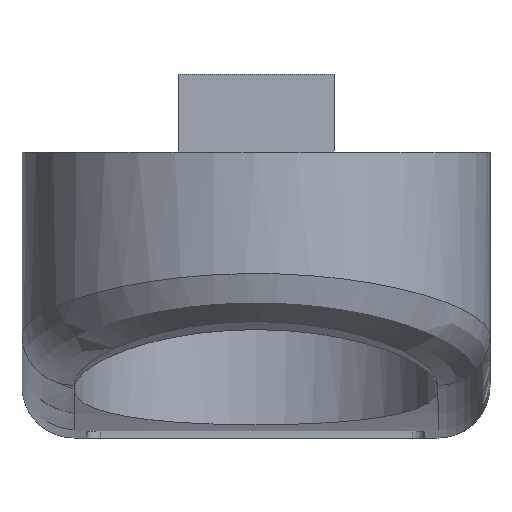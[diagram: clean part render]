
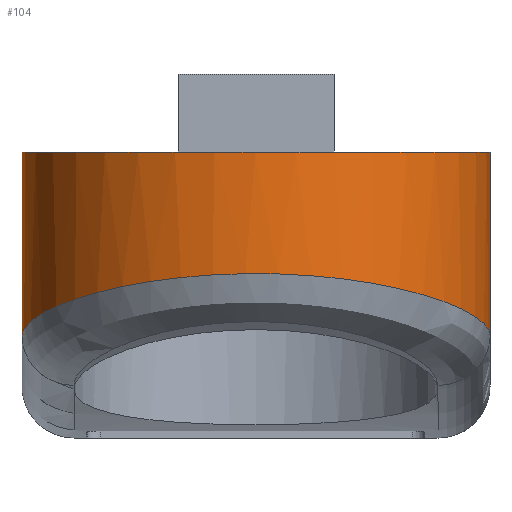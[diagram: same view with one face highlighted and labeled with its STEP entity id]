
A CAD part, left-side view. The second image highlights one B-rep face of the part: STEP entity #104.
In plain terms, the highlighted cylindrical face has radius 9 mm (diameter 18 mm), a full revolution.
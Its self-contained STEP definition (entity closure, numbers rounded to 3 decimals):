
#104=ADVANCED_FACE('',(#191,#192),#193,.T.);
#191=FACE_OUTER_BOUND('',#826,.T.);
#192=FACE_OUTER_BOUND('',#827,.T.);
#193=CYLINDRICAL_SURFACE('',#828,9.0);
#826=EDGE_LOOP('',(#1097,#1098,#1099,#1100));
#827=EDGE_LOOP('',(#1101,#1102,#1103,#1104,#1105,#1106,#1107,#1108));
#828=AXIS2_PLACEMENT_3D('',#1109,#1110,#1111);
#1097=ORIENTED_EDGE('',*,*,#1410,.F.);
#1098=ORIENTED_EDGE('',*,*,#1411,.F.);
#1099=ORIENTED_EDGE('',*,*,#1412,.T.);
#1100=ORIENTED_EDGE('',*,*,#1413,.F.);
#1101=ORIENTED_EDGE('',*,*,#1414,.T.);
#1102=ORIENTED_EDGE('',*,*,#1349,.T.);
#1103=ORIENTED_EDGE('',*,*,#1409,.T.);
#1104=ORIENTED_EDGE('',*,*,#1389,.T.);
#1105=ORIENTED_EDGE('',*,*,#1386,.T.);
#1106=ORIENTED_EDGE('',*,*,#1393,.F.);
#1107=ORIENTED_EDGE('',*,*,#1404,.T.);
#1108=ORIENTED_EDGE('',*,*,#1346,.T.);
#1109=CARTESIAN_POINT('',(-13.0,0.0,12.0));
#1110=DIRECTION('',(-0.0,0.0,-1.0));
#1111=DIRECTION('',(0.,-1.0,0.0));
#1346=EDGE_CURVE('',#1498,#1496,#1499,.T.);
#1349=EDGE_CURVE('',#1492,#1501,#1503,.T.);
#1386=EDGE_CURVE('',#1561,#1566,#1568,.T.);
#1389=EDGE_CURVE('',#1569,#1561,#1572,.T.);
#1393=EDGE_CURVE('',#1578,#1566,#1580,.T.);
#1404=EDGE_CURVE('',#1578,#1498,#1593,.F.);
#1409=EDGE_CURVE('',#1501,#1569,#1598,.T.);
#1410=EDGE_CURVE('',#1599,#1600,#1601,.T.);
#1411=EDGE_CURVE('',#1602,#1599,#1603,.T.);
#1412=EDGE_CURVE('',#1602,#1604,#1605,.T.);
#1413=EDGE_CURVE('',#1600,#1604,#1606,.T.);
#1414=EDGE_CURVE('',#1496,#1492,#1607,.T.);
#1492=VERTEX_POINT('',#1759);
#1496=VERTEX_POINT('',#1764);
#1498=VERTEX_POINT('',#1767);
#1499=B_SPLINE_CURVE_WITH_KNOTS('',3,(#1768,#1769,#1770,#1771),.UNSPECIFIED.,.F.,.F.,(4,4),(0.009,0.01),.UNSPECIFIED.);
#1501=VERTEX_POINT('',#1774);
#1503=B_SPLINE_CURVE_WITH_KNOTS('',3,(#1777,#1778,#1779,#1780),.UNSPECIFIED.,.F.,.F.,(4,4),(0.01,0.011),.UNSPECIFIED.);
#1561=VERTEX_POINT('',#1966);
#1566=VERTEX_POINT('',#1984);
#1568=B_SPLINE_CURVE_WITH_KNOTS('',3,(#1986,#1987,#1988,#1989,#1990,#1991,#1992,#1993,#1994,#1995,#1996,#1997,#1998,#1999,#2000,#2001,#2002,#2003,#2004,#2005,#2006,#2007,#2008,#2009,#2010,#2011,#2012,#2013,#2014,#2015,#2016,#2017,#2018,#2019,#2020,#2021,#2022,#2023,#2024,#2025,#2026,#2027,#2028,#2029,#2030,#2031,#2032),.UNSPECIFIED.,.F.,.F.,(4,2,2,2,2,2,2,2,2,2,2,2,1,2,2,2,2,2,2,2,2,2,2,4),(0.0,0.002,0.003,0.004,0.005,0.006,0.007,0.009,0.01,0.011,0.012,0.013,0.014,0.015,0.016,0.018,0.019,0.02,0.021,0.023,0.024,0.025,0.027,0.029),.UNSPECIFIED.);
#1569=VERTEX_POINT('',#2033);
#1572=LINE('',#2038,#2039);
#1578=VERTEX_POINT('',#2047);
#1580=LINE('',#2050,#2051);
#1593=B_SPLINE_CURVE_WITH_KNOTS('',3,(#2081,#2082,#2083,#2084,#2085,#2086,#2087,#2088,#2089,#2090),.UNSPECIFIED.,.F.,.F.,(4,2,2,2,4),(0.,0.002,0.003,0.004,0.004),.UNSPECIFIED.);
#1598=B_SPLINE_CURVE_WITH_KNOTS('',3,(#2096,#2097,#2098,#2099,#2100,#2101,#2102,#2103,#2104,#2105),.UNSPECIFIED.,.F.,.F.,(4,2,2,2,4),(0.0,0.002,0.003,0.004,0.004),.UNSPECIFIED.);
#1599=VERTEX_POINT('',#2106);
#1600=VERTEX_POINT('',#2107);
#1601=LINE('',#2108,#2109);
#1602=VERTEX_POINT('',#2110);
#1603=CIRCLE('',#2111,9.0);
#1604=VERTEX_POINT('',#2112);
#1605=LINE('',#2113,#2114);
#1606=CIRCLE('',#2115,9.0);
#1607=CIRCLE('',#2116,9.0);
#1759=CARTESIAN_POINT('',(-8.457,7.769,8.5));
#1764=CARTESIAN_POINT('',(-8.457,-7.769,8.5));
#1767=CARTESIAN_POINT('',(-9.373,-8.237,8.148));
#1768=CARTESIAN_POINT('',(-9.373,-8.237,8.148));
#1769=CARTESIAN_POINT('',(-9.056,-8.097,8.258));
#1770=CARTESIAN_POINT('',(-8.751,-7.941,8.376));
#1771=CARTESIAN_POINT('',(-8.457,-7.769,8.5));
#1774=CARTESIAN_POINT('',(-9.373,8.237,8.148));
#1777=CARTESIAN_POINT('',(-8.457,7.769,8.5));
#1778=CARTESIAN_POINT('',(-8.751,7.941,8.377));
#1779=CARTESIAN_POINT('',(-9.055,8.097,8.258));
#1780=CARTESIAN_POINT('',(-9.373,8.237,8.148));
#1966=CARTESIAN_POINT('',(-13.0,9.0,3.954));
#1984=CARTESIAN_POINT('',(-13.0,-9.0,3.954));
#1986=CARTESIAN_POINT('',(-13.0,9.0,3.954));
#1987=CARTESIAN_POINT('',(-13.591,9.0,4.078));
#1988=CARTESIAN_POINT('',(-14.171,8.942,4.205));
#1989=CARTESIAN_POINT('',(-15.026,8.774,4.401));
#1990=CARTESIAN_POINT('',(-15.308,8.704,4.467));
#1991=CARTESIAN_POINT('',(-15.867,8.536,4.601));
#1992=CARTESIAN_POINT('',(-16.146,8.437,4.669));
#1993=CARTESIAN_POINT('',(-16.958,8.104,4.872));
#1994=CARTESIAN_POINT('',(-17.471,7.833,5.005));
#1995=CARTESIAN_POINT('',(-18.199,7.352,5.201));
#1996=CARTESIAN_POINT('',(-18.435,7.18,5.265));
#1997=CARTESIAN_POINT('',(-18.892,6.809,5.392));
#1998=CARTESIAN_POINT('',(-19.113,6.612,5.454));
#1999=CARTESIAN_POINT('',(-19.738,5.995,5.632));
#2000=CARTESIAN_POINT('',(-20.112,5.547,5.742));
#2001=CARTESIAN_POINT('',(-20.609,4.816,5.891));
#2002=CARTESIAN_POINT('',(-20.764,4.561,5.938));
#2003=CARTESIAN_POINT('',(-21.049,4.037,6.025));
#2004=CARTESIAN_POINT('',(-21.178,3.77,6.065));
#2005=CARTESIAN_POINT('',(-21.522,2.953,6.172));
#2006=CARTESIAN_POINT('',(-21.699,2.387,6.228));
#2007=CARTESIAN_POINT('',(-21.878,1.505,6.285));
#2008=CARTESIAN_POINT('',(-21.924,1.205,6.299));
#2009=CARTESIAN_POINT('',(-21.984,0.61,6.319));
#2010=CARTESIAN_POINT('',(-22.015,0.014,6.328));
#2011=CARTESIAN_POINT('',(-21.986,-0.582,6.319));
#2012=CARTESIAN_POINT('',(-21.928,-1.178,6.301));
#2013=CARTESIAN_POINT('',(-21.883,-1.478,6.286));
#2014=CARTESIAN_POINT('',(-21.706,-2.36,6.23));
#2015=CARTESIAN_POINT('',(-21.531,-2.928,6.175));
#2016=CARTESIAN_POINT('',(-21.187,-3.751,6.068));
#2017=CARTESIAN_POINT('',(-21.057,-4.022,6.028));
#2018=CARTESIAN_POINT('',(-20.774,-4.545,5.941));
#2019=CARTESIAN_POINT('',(-20.62,-4.798,5.895));
#2020=CARTESIAN_POINT('',(-20.125,-5.529,5.746));
#2021=CARTESIAN_POINT('',(-19.749,-5.984,5.635));
#2022=CARTESIAN_POINT('',(-18.908,-6.815,5.396));
#2023=CARTESIAN_POINT('',(-18.455,-7.182,5.269));
#2024=CARTESIAN_POINT('',(-17.727,-7.664,5.074));
#2025=CARTESIAN_POINT('',(-17.476,-7.814,5.008));
#2026=CARTESIAN_POINT('',(-16.957,-8.089,4.873));
#2027=CARTESIAN_POINT('',(-16.691,-8.214,4.805));
#2028=CARTESIAN_POINT('',(-15.882,-8.546,4.604));
#2029=CARTESIAN_POINT('',(-15.326,-8.714,4.47));
#2030=CARTESIAN_POINT('',(-14.182,-8.941,4.207));
#2031=CARTESIAN_POINT('',(-13.591,-9.0,4.078));
#2032=CARTESIAN_POINT('',(-13.0,-9.0,3.954));
#2033=CARTESIAN_POINT('',(-13.0,9.0,6.577));
#2038=CARTESIAN_POINT('',(-13.0,9.0,12.0));
#2039=VECTOR('',#2392,1.0);
#2047=CARTESIAN_POINT('',(-13.0,-9.0,6.577));
#2050=CARTESIAN_POINT('',(-13.0,-9.0,12.0));
#2051=VECTOR('',#2396,1.0);
#2081=CARTESIAN_POINT('',(-9.373,-8.237,8.148));
#2082=CARTESIAN_POINT('',(-9.967,-8.498,7.943));
#2083=CARTESIAN_POINT('',(-10.563,-8.686,7.693));
#2084=CARTESIAN_POINT('',(-11.469,-8.874,7.29));
#2085=CARTESIAN_POINT('',(-11.773,-8.921,7.151));
#2086=CARTESIAN_POINT('',(-12.233,-8.969,6.937));
#2087=CARTESIAN_POINT('',(-12.386,-8.98,6.866));
#2088=CARTESIAN_POINT('',(-12.693,-8.996,6.721));
#2089=CARTESIAN_POINT('',(-12.848,-9.0,6.648));
#2090=CARTESIAN_POINT('',(-13.0,-9.0,6.577));
#2096=CARTESIAN_POINT('',(-9.373,8.237,8.148));
#2097=CARTESIAN_POINT('',(-9.967,8.498,7.943));
#2098=CARTESIAN_POINT('',(-10.563,8.686,7.693));
#2099=CARTESIAN_POINT('',(-11.469,8.874,7.29));
#2100=CARTESIAN_POINT('',(-11.773,8.921,7.151));
#2101=CARTESIAN_POINT('',(-12.233,8.969,6.937));
#2102=CARTESIAN_POINT('',(-12.386,8.98,6.866));
#2103=CARTESIAN_POINT('',(-12.693,8.996,6.721));
#2104=CARTESIAN_POINT('',(-12.848,9.0,6.648));
#2105=CARTESIAN_POINT('',(-13.0,9.0,6.577));
#2106=CARTESIAN_POINT('',(-4.515,-3.0,11.0));
#2107=CARTESIAN_POINT('',(-4.515,-3.0,14.0));
#2108=CARTESIAN_POINT('',(-4.515,-3.0,-26.939));
#2109=VECTOR('',#2426,1.0);
#2110=CARTESIAN_POINT('',(-4.515,3.0,11.0));
#2111=AXIS2_PLACEMENT_3D('',#2427,#2428,#2429);
#2112=CARTESIAN_POINT('',(-4.515,3.0,14.0));
#2113=CARTESIAN_POINT('',(-4.515,3.0,-26.939));
#2114=VECTOR('',#2430,1.0);
#2115=AXIS2_PLACEMENT_3D('',#2431,#2432,#2433);
#2116=AXIS2_PLACEMENT_3D('',#2434,#2435,#2436);
#2392=DIRECTION('',(0.0,0.0,-1.0));
#2396=DIRECTION('',(0.0,0.0,-1.0));
#2426=DIRECTION('',(0.0,0.0,1.0));
#2427=CARTESIAN_POINT('',(-13.0,0.0,11.0));
#2428=DIRECTION('',(0.0,0.0,1.0));
#2429=DIRECTION('',(1.0,0.0,0.0));
#2430=DIRECTION('',(0.0,0.0,1.0));
#2431=CARTESIAN_POINT('',(-13.0,0.,14.0));
#2432=DIRECTION('',(0.0,-0.0,1.0));
#2433=DIRECTION('',(1.0,0.,0.0));
#2434=CARTESIAN_POINT('',(-13.0,0.0,8.5));
#2435=DIRECTION('',(0.0,0.0,1.0));
#2436=DIRECTION('',(1.0,0.0,0.0));
